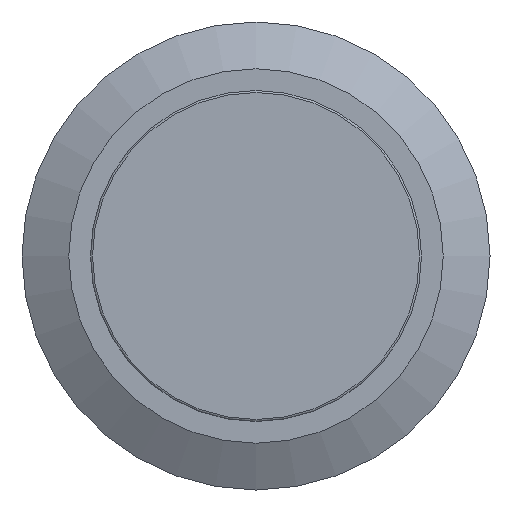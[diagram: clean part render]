
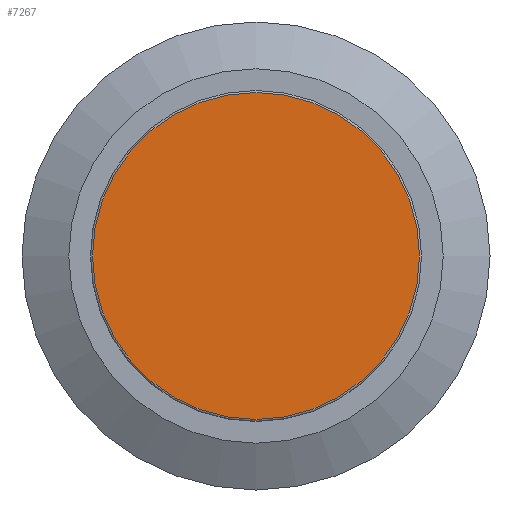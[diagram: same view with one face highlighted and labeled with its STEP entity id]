
A CAD part, left-side view. The second image highlights one B-rep face of the part: STEP entity #7267.
In plain terms, the highlighted planar face has unit normal (-1, 0, 0).
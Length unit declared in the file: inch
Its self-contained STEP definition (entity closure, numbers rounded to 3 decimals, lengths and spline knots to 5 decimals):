
#247=CIRCLE('',#7766,0.38504);
#540=FACE_OUTER_BOUND('',#980,.T.);
#980=EDGE_LOOP('',(#5226));
#3163=VERTEX_POINT('',#11007);
#3918=EDGE_CURVE('',#3163,#3163,#247,.T.);
#5226=ORIENTED_EDGE('',*,*,#3918,.F.);
#6963=PLANE('',#7765);
#7267=ADVANCED_FACE('',(#540),#6963,.F.);
#7765=AXIS2_PLACEMENT_3D('',#11006,#8806,#8807);
#7766=AXIS2_PLACEMENT_3D('',#11008,#8808,#8809);
#8806=DIRECTION('center_axis',(1.,0.,0.));
#8807=DIRECTION('ref_axis',(0.,0.,1.));
#8808=DIRECTION('center_axis',(1.,0.,0.));
#8809=DIRECTION('ref_axis',(0.,0.,1.));
#11006=CARTESIAN_POINT('Origin',(-0.07874,0.,0.));
#11007=CARTESIAN_POINT('',(-0.07874,0.,-0.38504));
#11008=CARTESIAN_POINT('Origin',(-0.07874,0.,0.));
